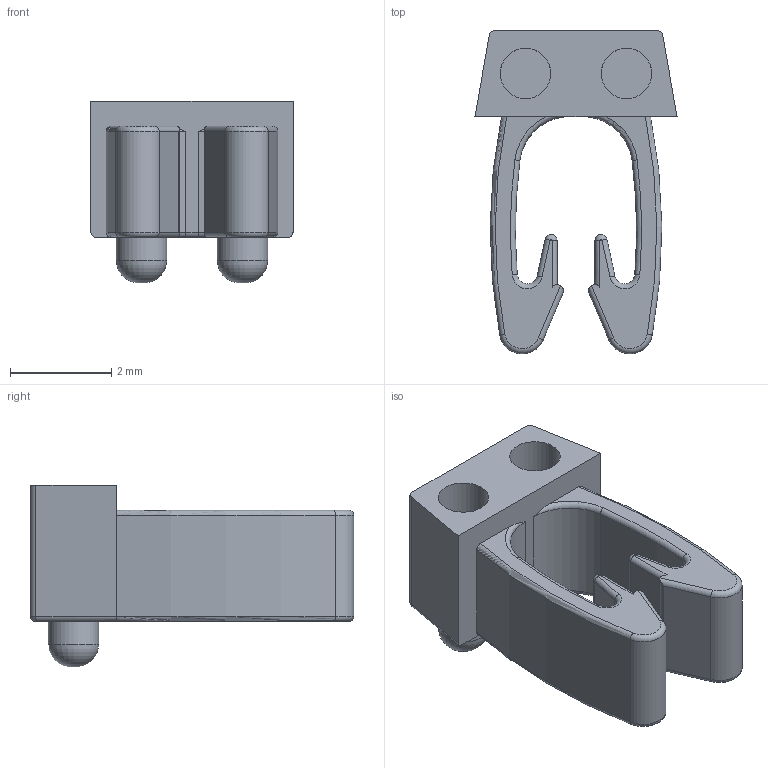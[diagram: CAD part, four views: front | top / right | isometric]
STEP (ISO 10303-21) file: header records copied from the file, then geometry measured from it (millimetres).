
FILE_DESCRIPTION(/* description */ ('Unknown'),/* implementation_level */ '2;1');
FILE_NAME(/* name */ 'ICAB-00_0-C',/* time_stamp */ '2024-11-15T09:22:20-03:00',/* author */ ('Unknown'),/* organization */ ('Unknown'),/* preprocessor_version */ 'ST-DEVELOPER v16.7',/* originating_system */ 'Solid Edge',/* authorisation */ 'Unknown');
FILE_SCHEMA (('AUTOMOTIVE_DESIGN {1 0 10303 214 3 1 1}'));
Length unit declared in the file: millimetre
Products named in the file (1): ICAB-00_0-C_Bloque
Bounding box: 4 x 6.41 x 3.6 mm (x, y, z)
Volume: 31.9 mm3; surface area: 116.7 mm2
Topology: 1 solids, 1 shells, 86 faces, 198 edges, 120 vertices
Faces by surface type: cylinder 36, torus 28, plane 20, bspline 2
Full cylindrical faces by diameter (mm): 1 x4
Entity records: 3178 total; most frequent: CARTESIAN_POINT 593, DIRECTION 446, ORIENTED_EDGE 380, EDGE_CURVE 190, AXIS2_PLACEMENT_3D 189, VERTEX_POINT 120, CIRCLE 102, EDGE_LOOP 100
